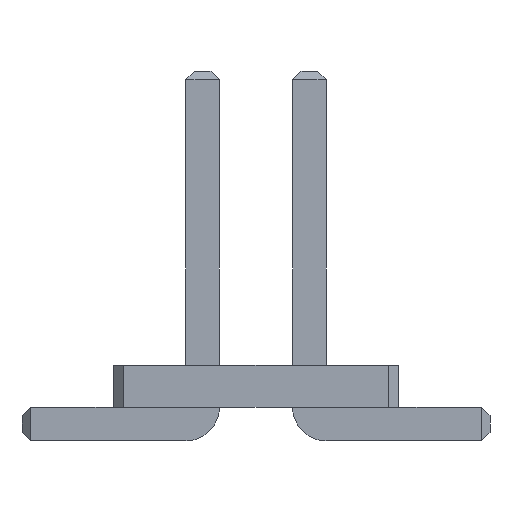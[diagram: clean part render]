
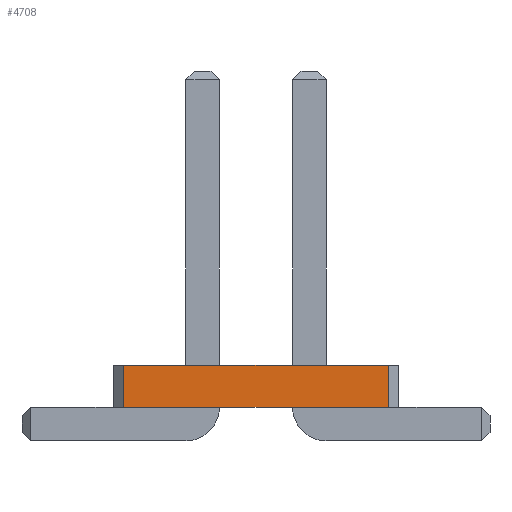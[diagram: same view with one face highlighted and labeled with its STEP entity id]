
A CAD part, front view. The second image highlights one B-rep face of the part: STEP entity #4708.
In plain terms, the highlighted planar face has unit normal (0, -1, 0).
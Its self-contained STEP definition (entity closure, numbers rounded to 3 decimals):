
#926 = VERTEX_POINT('',#927);
#927 = CARTESIAN_POINT('',(1.573,-6.985,0.4));
#933 = EDGE_CURVE('',#934,#926,#936,.T.);
#934 = VERTEX_POINT('',#935);
#935 = CARTESIAN_POINT('',(-1.573,-6.985,0.4));
#936 = LINE('',#937,#938);
#937 = CARTESIAN_POINT('',(-1.573,-6.985,0.4));
#938 = VECTOR('',#939,1.);
#939 = DIRECTION('',(1.,0.,0.));
#1974 = VERTEX_POINT('',#1975);
#1975 = CARTESIAN_POINT('',(1.573,-6.985,0.9));
#1981 = EDGE_CURVE('',#1982,#1974,#1984,.T.);
#1982 = VERTEX_POINT('',#1983);
#1983 = CARTESIAN_POINT('',(-1.573,-6.985,0.9));
#1984 = LINE('',#1985,#1986);
#1985 = CARTESIAN_POINT('',(-1.573,-6.985,0.9));
#1986 = VECTOR('',#1987,1.);
#1987 = DIRECTION('',(1.,0.,0.));
#4697 = EDGE_CURVE('',#934,#1982,#4698,.T.);
#4698 = LINE('',#4699,#4700);
#4699 = CARTESIAN_POINT('',(-1.573,-6.985,0.4));
#4700 = VECTOR('',#4701,1.);
#4701 = DIRECTION('',(0.,0.,1.));
#4708 = ADVANCED_FACE('',(#4709),#4720,.F.);
#4709 = FACE_BOUND('',#4710,.F.);
#4710 = EDGE_LOOP('',(#4711,#4712,#4713,#4719));
#4711 = ORIENTED_EDGE('',*,*,#4697,.T.);
#4712 = ORIENTED_EDGE('',*,*,#1981,.T.);
#4713 = ORIENTED_EDGE('',*,*,#4714,.F.);
#4714 = EDGE_CURVE('',#926,#1974,#4715,.T.);
#4715 = LINE('',#4716,#4717);
#4716 = CARTESIAN_POINT('',(1.573,-6.985,0.4));
#4717 = VECTOR('',#4718,1.);
#4718 = DIRECTION('',(0.,0.,1.));
#4719 = ORIENTED_EDGE('',*,*,#933,.F.);
#4720 = PLANE('',#4721);
#4721 = AXIS2_PLACEMENT_3D('',#4722,#4723,#4724);
#4722 = CARTESIAN_POINT('',(-1.573,-6.985,0.4));
#4723 = DIRECTION('',(0.,1.,0.));
#4724 = DIRECTION('',(1.,0.,0.));
